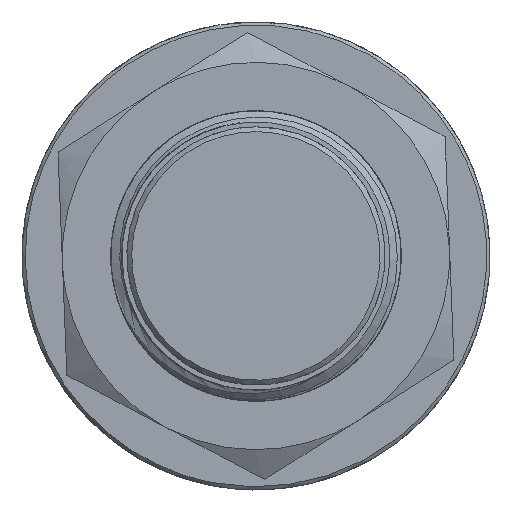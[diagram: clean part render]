
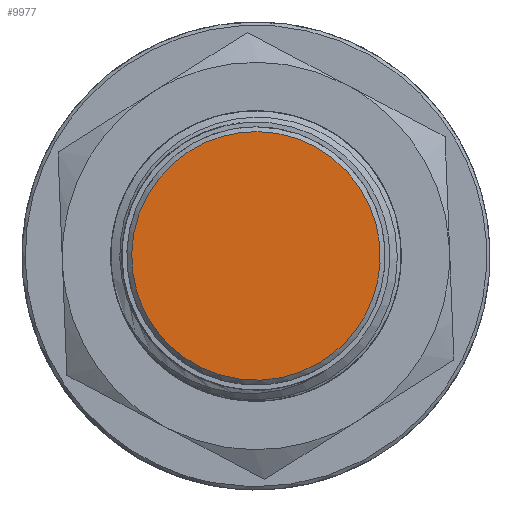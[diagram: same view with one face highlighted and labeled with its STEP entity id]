
A CAD part, left-side view. The second image highlights one B-rep face of the part: STEP entity #9977.
In plain terms, the highlighted free-form (B-spline) face has degree [1, 1] with [2, 2] control points.
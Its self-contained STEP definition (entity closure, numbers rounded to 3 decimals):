
#9977 = ADVANCED_FACE('',(#9978),#9992,.T.);
#9978 = FACE_BOUND('',#9979,.T.);
#9979 = EDGE_LOOP('',(#9980));
#9980 = ORIENTED_EDGE('',*,*,#9981,.T.);
#9981 = EDGE_CURVE('',#9982,#9982,#9984,.T.);
#9982 = VERTEX_POINT('',#9983);
#9983 = CARTESIAN_POINT('',(-9.069,0.,6.983));
#9984 = ( BOUNDED_CURVE() B_SPLINE_CURVE(2,(#9985,#9986,#9987,#9988,
#9989,#9990,#9991),.UNSPECIFIED.,.T.,.F.) B_SPLINE_CURVE_WITH_KNOTS((1,2
    ,2,2,2,1),(-2.094,0.,2.094,4.189,
6.283,8.378),.UNSPECIFIED.) CURVE() 
GEOMETRIC_REPRESENTATION_ITEM() RATIONAL_B_SPLINE_CURVE((1.,0.5,1.,0.5,
1.,0.5,1.)) REPRESENTATION_ITEM('') );
#9985 = CARTESIAN_POINT('',(-9.069,0.,6.983));
#9986 = CARTESIAN_POINT('',(-9.069,12.096,
    6.983));
#9987 = CARTESIAN_POINT('',(-9.069,6.048,
    -3.492));
#9988 = CARTESIAN_POINT('',(-9.069,0.,
    -13.967));
#9989 = CARTESIAN_POINT('',(-9.069,-6.048,
    -3.492));
#9990 = CARTESIAN_POINT('',(-9.069,-12.096,
    6.983));
#9991 = CARTESIAN_POINT('',(-9.069,0.,6.983));
#9992 = B_SPLINE_SURFACE_WITH_KNOTS('',1,1,(
    (#9993,#9994)
    ,(#9995,#9996
    )),.UNSPECIFIED.,.F.,.F.,.F.,(2,2),(2,2),(-7.7,7.7),(-7.7,7.7),
  .PIECEWISE_BEZIER_KNOTS.);
#9993 = CARTESIAN_POINT('',(-9.069,-6.983,
    -6.983));
#9994 = CARTESIAN_POINT('',(-9.069,6.983,
    -6.983));
#9995 = CARTESIAN_POINT('',(-9.069,-6.983,
    6.983));
#9996 = CARTESIAN_POINT('',(-9.069,6.983,
    6.983));
